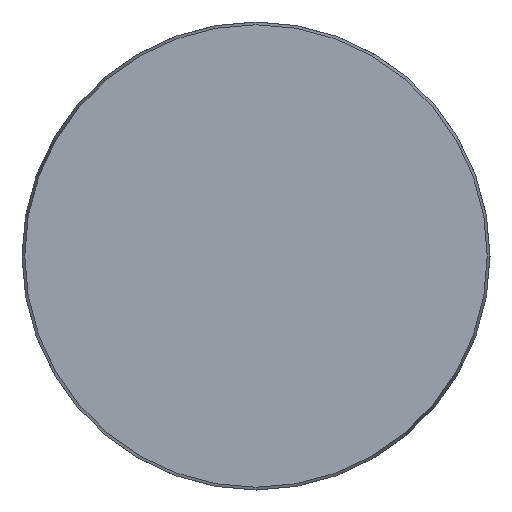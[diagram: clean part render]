
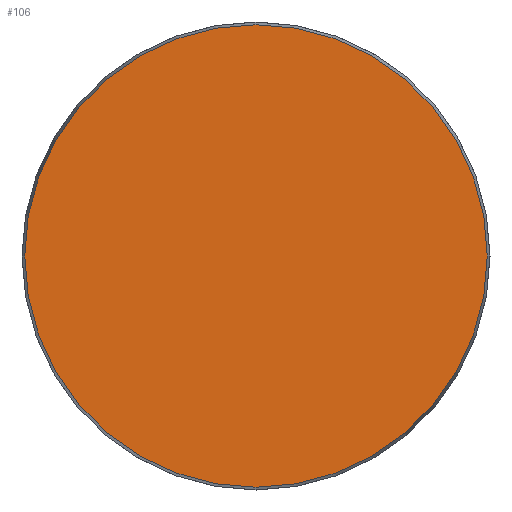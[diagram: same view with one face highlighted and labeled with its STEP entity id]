
A CAD part, front view. The second image highlights one B-rep face of the part: STEP entity #106.
In plain terms, the highlighted planar face has unit normal (0, -1, 0).
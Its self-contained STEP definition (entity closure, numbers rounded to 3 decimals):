
#49 = CARTESIAN_POINT ( 'NONE',  ( -48.425, 0., 0. ) ) ;
#69 = ORIENTED_EDGE ( 'NONE', *, *, #363, .T. ) ;
#106 = ADVANCED_FACE ( 'NONE', ( #211 ), #124, .F. ) ;
#124 = PLANE ( 'NONE',  #380 ) ;
#131 = DIRECTION ( 'NONE',  ( 0., 1., 0. ) ) ;
#147 = CIRCLE ( 'NONE', #464, 48.425 ) ;
#149 = DIRECTION ( 'NONE',  ( 0., 0., -1. ) ) ;
#186 = CARTESIAN_POINT ( 'NONE',  ( 0., 0., 0. ) ) ;
#195 = EDGE_LOOP ( 'NONE', ( #69 ) ) ;
#211 = FACE_OUTER_BOUND ( 'NONE', #195, .T. ) ;
#212 = VERTEX_POINT ( 'NONE', #550 ) ;
#228 = DIRECTION ( 'NONE',  ( 0., -1., 0. ) ) ;
#245 = DIRECTION ( 'NONE',  ( 0., 0., 1. ) ) ;
#363 = EDGE_CURVE ( 'NONE', #212, #212, #147, .T. ) ;
#380 = AXIS2_PLACEMENT_3D ( 'NONE', #49, #131, #245 ) ;
#464 = AXIS2_PLACEMENT_3D ( 'NONE', #186, #228, #149 ) ;
#550 = CARTESIAN_POINT ( 'NONE',  ( 0., 0., -48.425 ) ) ;
